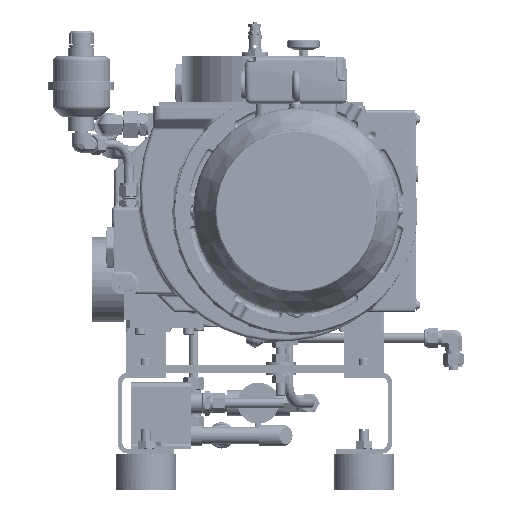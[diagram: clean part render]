
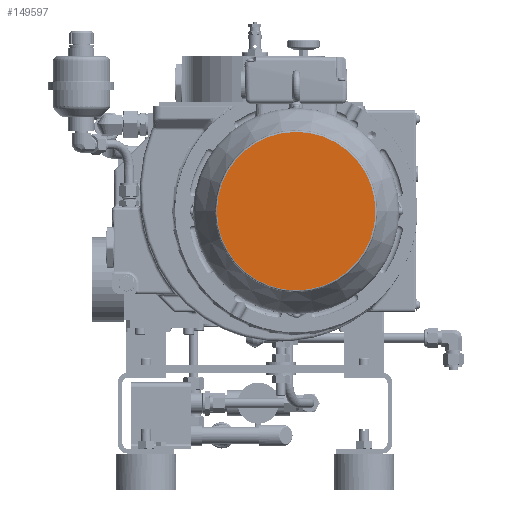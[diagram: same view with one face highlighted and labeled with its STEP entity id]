
A CAD part, left-side view. The second image highlights one B-rep face of the part: STEP entity #149597.
In plain terms, the highlighted planar face has unit normal (-1, 0, 0).
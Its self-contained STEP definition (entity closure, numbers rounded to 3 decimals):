
#13742=CIRCLE('',#160207,98.);
#22830=FACE_OUTER_BOUND('',#32492,.T.);
#32492=EDGE_LOOP('',(#103799));
#61583=VERTEX_POINT('',#238407);
#77275=EDGE_CURVE('',#61583,#61583,#13742,.T.);
#103799=ORIENTED_EDGE('',*,*,#77275,.T.);
#145850=PLANE('',#160206);
#149597=ADVANCED_FACE('',(#22830),#145850,.T.);
#160206=AXIS2_PLACEMENT_3D('',#238406,#181831,#181832);
#160207=AXIS2_PLACEMENT_3D('',#238408,#181833,#181834);
#181831=DIRECTION('center_axis',(-1.,0.,0.));
#181832=DIRECTION('ref_axis',(0.,-1.,0.));
#181833=DIRECTION('center_axis',(-1.,0.,0.));
#181834=DIRECTION('ref_axis',(0.,1.,0.));
#238406=CARTESIAN_POINT('Origin',(-889.1,-54.625,0.));
#238407=CARTESIAN_POINT('',(-889.1,43.375,0.));
#238408=CARTESIAN_POINT('Origin',(-889.1,-54.625,0.));
